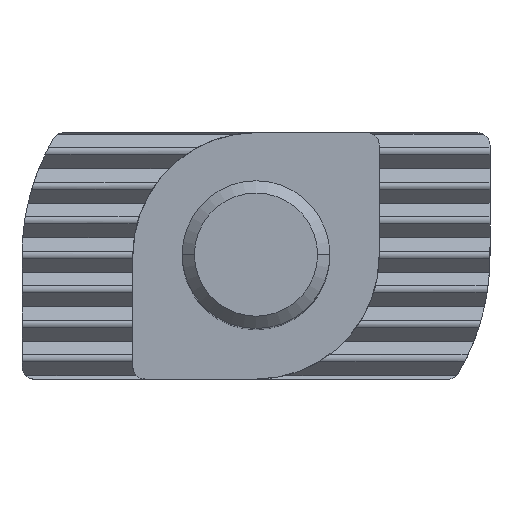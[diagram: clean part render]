
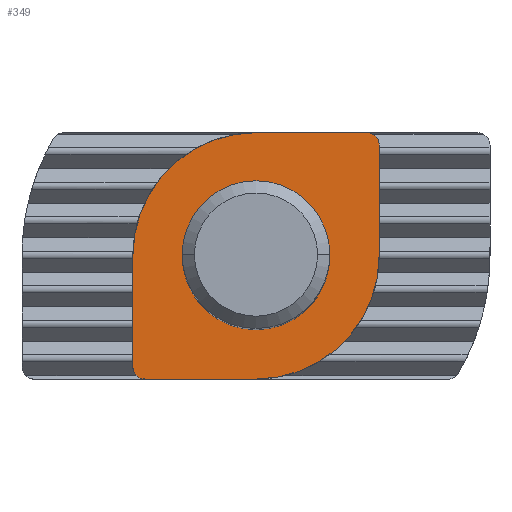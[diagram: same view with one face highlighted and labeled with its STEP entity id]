
A CAD part, top view. The second image highlights one B-rep face of the part: STEP entity #349.
In plain terms, the highlighted planar face has unit normal (0, 0, 1).
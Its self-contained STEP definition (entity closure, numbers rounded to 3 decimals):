
#25 = DIRECTION ( 'NONE',  ( 0., -1., 0. ) ) ;
#42 = EDGE_CURVE ( 'NONE', #2268, #2335, #1564, .T. ) ;
#49 = CARTESIAN_POINT ( 'NONE',  ( -4.5, -5., 7.3 ) ) ;
#111 = DIRECTION ( 'NONE',  ( 1., 0., 0. ) ) ;
#119 = CARTESIAN_POINT ( 'NONE',  ( -5., 0., 7.3 ) ) ;
#120 = EDGE_LOOP ( 'NONE', ( #1147, #2027, #972, #2340, #590, #1395, #1768, #259 ) ) ;
#124 = CARTESIAN_POINT ( 'NONE',  ( 0., -5., 7.3 ) ) ;
#154 = DIRECTION ( 'NONE',  ( 1., 0., 0. ) ) ;
#162 = DIRECTION ( 'NONE',  ( 0., 0., 1. ) ) ;
#163 = EDGE_CURVE ( 'NONE', #2335, #732, #1991, .T. ) ;
#184 = EDGE_CURVE ( 'NONE', #374, #1718, #203, .T. ) ;
#185 = EDGE_LOOP ( 'NONE', ( #231, #284 ) ) ;
#203 = CIRCLE ( 'NONE', #2345, 3. ) ;
#216 = EDGE_CURVE ( 'NONE', #2039, #2268, #1763, .T. ) ;
#231 = ORIENTED_EDGE ( 'NONE', *, *, #184, .F. ) ;
#235 = DIRECTION ( 'NONE',  ( -1., 0., 0. ) ) ;
#257 = DIRECTION ( 'NONE',  ( 0., 0., 1. ) ) ;
#259 = ORIENTED_EDGE ( 'NONE', *, *, #42, .T. ) ;
#274 = VERTEX_POINT ( 'NONE', #1298 ) ;
#284 = ORIENTED_EDGE ( 'NONE', *, *, #861, .F. ) ;
#292 = CARTESIAN_POINT ( 'NONE',  ( 0., 0., 7.3 ) ) ;
#318 = VERTEX_POINT ( 'NONE', #2308 ) ;
#337 = EDGE_CURVE ( 'NONE', #274, #318, #1482, .T. ) ;
#349 = ADVANCED_FACE ( 'NONE', ( #1417, #941 ), #2034, .F. ) ;
#374 = VERTEX_POINT ( 'NONE', #1665 ) ;
#531 = CARTESIAN_POINT ( 'NONE',  ( -5., 0., 7.3 ) ) ;
#537 = CARTESIAN_POINT ( 'NONE',  ( 3., 0., 7.3 ) ) ;
#590 = ORIENTED_EDGE ( 'NONE', *, *, #1533, .T. ) ;
#616 = EDGE_CURVE ( 'NONE', #732, #274, #1322, .T. ) ;
#620 = CARTESIAN_POINT ( 'NONE',  ( 5., 5., 7.3 ) ) ;
#671 = DIRECTION ( 'NONE',  ( 0., 1., 0. ) ) ;
#732 = VERTEX_POINT ( 'NONE', #1283 ) ;
#861 = EDGE_CURVE ( 'NONE', #1718, #374, #1668, .T. ) ;
#865 = AXIS2_PLACEMENT_3D ( 'NONE', #1181, #1442, #1441 ) ;
#940 = CARTESIAN_POINT ( 'NONE',  ( 5., 0., 7.3 ) ) ;
#941 = FACE_BOUND ( 'NONE', #185, .T. ) ;
#972 = ORIENTED_EDGE ( 'NONE', *, *, #337, .T. ) ;
#1147 = ORIENTED_EDGE ( 'NONE', *, *, #163, .T. ) ;
#1181 = CARTESIAN_POINT ( 'NONE',  ( 0., 0., 7.3 ) ) ;
#1202 = CIRCLE ( 'NONE', #2272, 5. ) ;
#1271 = AXIS2_PLACEMENT_3D ( 'NONE', #1970, #1963, #1868 ) ;
#1283 = CARTESIAN_POINT ( 'NONE',  ( 5., 4.5, 7.3 ) ) ;
#1298 = CARTESIAN_POINT ( 'NONE',  ( 4.5, 5., 7.3 ) ) ;
#1322 = CIRCLE ( 'NONE', #2167, 0.5 ) ;
#1327 = VECTOR ( 'NONE', #671, 1000. ) ;
#1395 = ORIENTED_EDGE ( 'NONE', *, *, #1804, .T. ) ;
#1417 = FACE_OUTER_BOUND ( 'NONE', #120, .T. ) ;
#1433 = EDGE_CURVE ( 'NONE', #318, #2059, #1202, .T. ) ;
#1441 = DIRECTION ( 'NONE',  ( -1., 0., 0. ) ) ;
#1442 = DIRECTION ( 'NONE',  ( 0., 0., 1. ) ) ;
#1467 = CARTESIAN_POINT ( 'NONE',  ( 0., 0., 7.3 ) ) ;
#1482 = LINE ( 'NONE', #1999, #1590 ) ;
#1497 = CARTESIAN_POINT ( 'NONE',  ( 0., -5., 7.3 ) ) ;
#1520 = DIRECTION ( 'NONE',  ( -1., 0., 0. ) ) ;
#1533 = EDGE_CURVE ( 'NONE', #2059, #1913, #1977, .T. ) ;
#1534 = DIRECTION ( 'NONE',  ( 0., 0., 1. ) ) ;
#1541 = CARTESIAN_POINT ( 'NONE',  ( -4.5, -4.5, 7.3 ) ) ;
#1564 = CIRCLE ( 'NONE', #865, 5. ) ;
#1590 = VECTOR ( 'NONE', #1984, 1000. ) ;
#1645 = VECTOR ( 'NONE', #111, 1000. ) ;
#1665 = CARTESIAN_POINT ( 'NONE',  ( -3., 0., 7.3 ) ) ;
#1668 = CIRCLE ( 'NONE', #1271, 3. ) ;
#1718 = VERTEX_POINT ( 'NONE', #537 ) ;
#1763 = LINE ( 'NONE', #124, #1645 ) ;
#1768 = ORIENTED_EDGE ( 'NONE', *, *, #216, .T. ) ;
#1784 = AXIS2_PLACEMENT_3D ( 'NONE', #1541, #1534, #1520 ) ;
#1804 = EDGE_CURVE ( 'NONE', #1913, #2039, #1910, .T. ) ;
#1823 = AXIS2_PLACEMENT_3D ( 'NONE', #1976, #1956, #1948 ) ;
#1868 = DIRECTION ( 'NONE',  ( -1., 0., 0. ) ) ;
#1910 = CIRCLE ( 'NONE', #1784, 0.5 ) ;
#1913 = VERTEX_POINT ( 'NONE', #1968 ) ;
#1948 = DIRECTION ( 'NONE',  ( -1., 0., 0. ) ) ;
#1956 = DIRECTION ( 'NONE',  ( 0., 0., -1. ) ) ;
#1963 = DIRECTION ( 'NONE',  ( 0., 0., 1. ) ) ;
#1966 = DIRECTION ( 'NONE',  ( -1., 0., 0. ) ) ;
#1968 = CARTESIAN_POINT ( 'NONE',  ( -5., -4.5, 7.3 ) ) ;
#1970 = CARTESIAN_POINT ( 'NONE',  ( 0., 0., 7.3 ) ) ;
#1976 = CARTESIAN_POINT ( 'NONE',  ( 0., 0., 7.3 ) ) ;
#1977 = LINE ( 'NONE', #531, #2453 ) ;
#1982 = DIRECTION ( 'NONE',  ( 0., 0., 1. ) ) ;
#1984 = DIRECTION ( 'NONE',  ( -1., 0., 0. ) ) ;
#1991 = LINE ( 'NONE', #620, #1327 ) ;
#1999 = CARTESIAN_POINT ( 'NONE',  ( 0., 5., 7.3 ) ) ;
#2003 = CARTESIAN_POINT ( 'NONE',  ( 4.5, 4.5, 7.3 ) ) ;
#2027 = ORIENTED_EDGE ( 'NONE', *, *, #616, .T. ) ;
#2034 = PLANE ( 'NONE',  #1823 ) ;
#2039 = VERTEX_POINT ( 'NONE', #49 ) ;
#2059 = VERTEX_POINT ( 'NONE', #119 ) ;
#2167 = AXIS2_PLACEMENT_3D ( 'NONE', #2003, #1982, #1966 ) ;
#2268 = VERTEX_POINT ( 'NONE', #1497 ) ;
#2272 = AXIS2_PLACEMENT_3D ( 'NONE', #1467, #162, #154 ) ;
#2308 = CARTESIAN_POINT ( 'NONE',  ( 0., 5., 7.3 ) ) ;
#2335 = VERTEX_POINT ( 'NONE', #940 ) ;
#2340 = ORIENTED_EDGE ( 'NONE', *, *, #1433, .T. ) ;
#2345 = AXIS2_PLACEMENT_3D ( 'NONE', #292, #257, #235 ) ;
#2453 = VECTOR ( 'NONE', #25, 1000. ) ;
